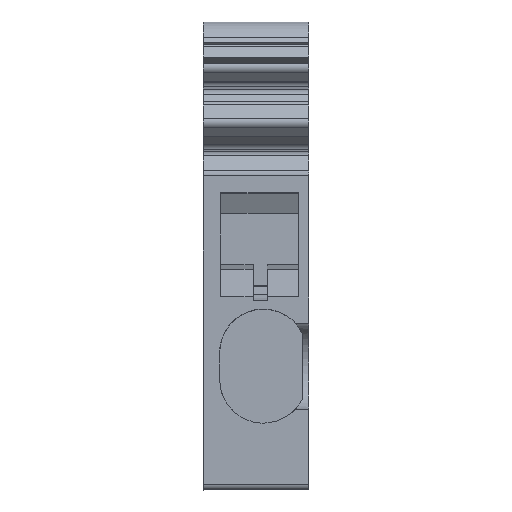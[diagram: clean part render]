
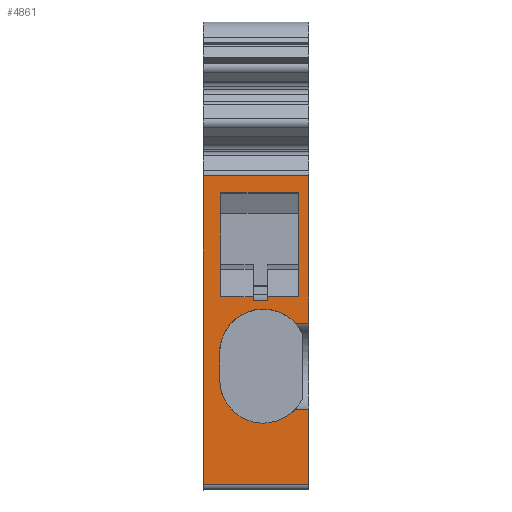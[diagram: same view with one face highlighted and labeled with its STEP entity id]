
A CAD part, top view. The second image highlights one B-rep face of the part: STEP entity #4861.
In plain terms, the highlighted planar face has unit normal (0, 0, 1).
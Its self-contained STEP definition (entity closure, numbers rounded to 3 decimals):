
#4684=AXIS2_PLACEMENT_3D('Plane Axis2P3D',#4681,#4682,#4683) ;
#923=CARTESIAN_POINT('Vertex',(5.1,15.116,42.)) ;
#926=CARTESIAN_POINT('Line Origine',(5.1,11.571,42.)) ;
#930=CARTESIAN_POINT('Vertex',(5.1,8.025,42.)) ;
#951=CARTESIAN_POINT('Vertex',(5.1,3.875,42.)) ;
#954=CARTESIAN_POINT('Line Origine',(5.1,2.063,42.)) ;
#958=CARTESIAN_POINT('Vertex',(5.1,0.25,42.)) ;
#4665=CARTESIAN_POINT('Vertex',(0.,15.116,42.)) ;
#4668=CARTESIAN_POINT('Line Origine',(5.1,15.116,42.)) ;
#4681=CARTESIAN_POINT('Axis2P3D Location',(5.1,15.116,42.)) ;
#4686=CARTESIAN_POINT('Line Origine',(4.771,3.875,42.)) ;
#4690=CARTESIAN_POINT('Vertex',(4.443,3.875,42.)) ;
#4694=CARTESIAN_POINT('Control Point',(2.9,3.2,42.)) ;
#4695=CARTESIAN_POINT('Control Point',(3.108,3.2,42.)) ;
#4696=CARTESIAN_POINT('Control Point',(3.316,3.226,42.)) ;
#4697=CARTESIAN_POINT('Control Point',(3.519,3.277,42.)) ;
#4698=CARTESIAN_POINT('Control Point',(3.845,3.404,42.)) ;
#4699=CARTESIAN_POINT('Control Point',(4.136,3.594,42.)) ;
#4700=CARTESIAN_POINT('Control Point',(4.246,3.679,42.)) ;
#4701=CARTESIAN_POINT('Control Point',(4.348,3.773,42.)) ;
#4702=CARTESIAN_POINT('Control Point',(4.443,3.875,42.)) ;
#4703=CARTESIAN_POINT('Vertex',(2.9,3.2,42.)) ;
#4707=CARTESIAN_POINT('Control Point',(0.8,5.3,42.)) ;
#4708=CARTESIAN_POINT('Control Point',(0.8,5.087,42.)) ;
#4709=CARTESIAN_POINT('Control Point',(0.827,4.874,42.)) ;
#4710=CARTESIAN_POINT('Control Point',(0.881,4.666,42.)) ;
#4711=CARTESIAN_POINT('Control Point',(1.041,4.267,42.)) ;
#4712=CARTESIAN_POINT('Control Point',(1.295,3.921,42.)) ;
#4713=CARTESIAN_POINT('Control Point',(1.443,3.765,42.)) ;
#4714=CARTESIAN_POINT('Control Point',(1.776,3.494,42.)) ;
#4715=CARTESIAN_POINT('Control Point',(2.166,3.315,42.)) ;
#4716=CARTESIAN_POINT('Control Point',(2.372,3.251,42.)) ;
#4717=CARTESIAN_POINT('Control Point',(2.604,3.209,42.)) ;
#4718=CARTESIAN_POINT('Control Point',(2.838,3.201,42.)) ;
#4719=CARTESIAN_POINT('Control Point',(2.858,3.2,42.)) ;
#4720=CARTESIAN_POINT('Control Point',(2.879,3.2,42.)) ;
#4721=CARTESIAN_POINT('Control Point',(2.9,3.2,42.)) ;
#4722=CARTESIAN_POINT('Vertex',(0.8,5.3,42.)) ;
#4725=CARTESIAN_POINT('Line Origine',(0.8,5.95,42.)) ;
#4729=CARTESIAN_POINT('Vertex',(0.8,6.6,42.)) ;
#4733=CARTESIAN_POINT('Control Point',(2.9,8.7,42.)) ;
#4734=CARTESIAN_POINT('Control Point',(2.687,8.7,42.)) ;
#4735=CARTESIAN_POINT('Control Point',(2.474,8.673,42.)) ;
#4736=CARTESIAN_POINT('Control Point',(2.266,8.619,42.)) ;
#4737=CARTESIAN_POINT('Control Point',(1.867,8.459,42.)) ;
#4738=CARTESIAN_POINT('Control Point',(1.521,8.205,42.)) ;
#4739=CARTESIAN_POINT('Control Point',(1.365,8.057,42.)) ;
#4740=CARTESIAN_POINT('Control Point',(1.094,7.724,42.)) ;
#4741=CARTESIAN_POINT('Control Point',(0.915,7.334,42.)) ;
#4742=CARTESIAN_POINT('Control Point',(0.851,7.128,42.)) ;
#4743=CARTESIAN_POINT('Control Point',(0.809,6.896,42.)) ;
#4744=CARTESIAN_POINT('Control Point',(0.801,6.662,42.)) ;
#4745=CARTESIAN_POINT('Control Point',(0.8,6.642,42.)) ;
#4746=CARTESIAN_POINT('Control Point',(0.8,6.621,42.)) ;
#4747=CARTESIAN_POINT('Control Point',(0.8,6.6,42.)) ;
#4748=CARTESIAN_POINT('Vertex',(2.9,8.7,42.)) ;
#4752=CARTESIAN_POINT('Control Point',(4.443,8.025,42.)) ;
#4753=CARTESIAN_POINT('Control Point',(4.301,8.178,42.)) ;
#4754=CARTESIAN_POINT('Control Point',(4.141,8.313,42.)) ;
#4755=CARTESIAN_POINT('Control Point',(3.965,8.428,42.)) ;
#4756=CARTESIAN_POINT('Control Point',(3.652,8.58,42.)) ;
#4757=CARTESIAN_POINT('Control Point',(3.315,8.666,42.)) ;
#4758=CARTESIAN_POINT('Control Point',(3.177,8.689,42.)) ;
#4759=CARTESIAN_POINT('Control Point',(3.039,8.7,42.)) ;
#4760=CARTESIAN_POINT('Control Point',(2.9,8.7,42.)) ;
#4761=CARTESIAN_POINT('Vertex',(4.443,8.025,42.)) ;
#4764=CARTESIAN_POINT('Line Origine',(4.771,8.025,42.)) ;
#4769=CARTESIAN_POINT('Line Origine',(0.,7.683,42.)) ;
#4773=CARTESIAN_POINT('Vertex',(0.,0.25,42.)) ;
#4776=CARTESIAN_POINT('Line Origine',(2.55,0.25,42.)) ;
#4795=CARTESIAN_POINT('Line Origine',(3.845,9.303,42.)) ;
#4799=CARTESIAN_POINT('Vertex',(3.09,9.303,42.)) ;
#4801=CARTESIAN_POINT('Vertex',(4.6,9.303,42.)) ;
#4804=CARTESIAN_POINT('Line Origine',(3.09,9.201,42.)) ;
#4808=CARTESIAN_POINT('Vertex',(3.09,9.1,42.)) ;
#4811=CARTESIAN_POINT('Line Origine',(2.75,9.1,42.)) ;
#4815=CARTESIAN_POINT('Vertex',(2.41,9.1,42.)) ;
#4818=CARTESIAN_POINT('Line Origine',(2.41,9.201,42.)) ;
#4822=CARTESIAN_POINT('Vertex',(2.41,9.303,42.)) ;
#4825=CARTESIAN_POINT('Line Origine',(1.63,9.303,42.)) ;
#4829=CARTESIAN_POINT('Vertex',(0.85,9.303,42.)) ;
#4832=CARTESIAN_POINT('Line Origine',(0.85,11.805,42.)) ;
#4836=CARTESIAN_POINT('Vertex',(0.85,14.308,42.)) ;
#4839=CARTESIAN_POINT('Line Origine',(2.725,14.308,42.)) ;
#4843=CARTESIAN_POINT('Vertex',(4.6,14.308,42.)) ;
#4846=CARTESIAN_POINT('Line Origine',(4.6,11.805,42.)) ;
#927=DIRECTION('Vector Direction',(0.,-1.,0.)) ;
#955=DIRECTION('Vector Direction',(0.,-1.,0.)) ;
#4669=DIRECTION('Vector Direction',(1.,0.,0.)) ;
#4682=DIRECTION('Axis2P3D Direction',(0.,0.,-1.)) ;
#4683=DIRECTION('Axis2P3D XDirection',(0.,1.,0.)) ;
#4687=DIRECTION('Vector Direction',(1.,0.,0.)) ;
#4726=DIRECTION('Vector Direction',(0.,-1.,0.)) ;
#4765=DIRECTION('Vector Direction',(-1.,0.,0.)) ;
#4770=DIRECTION('Vector Direction',(0.,-1.,0.)) ;
#4777=DIRECTION('Vector Direction',(-1.,0.,0.)) ;
#4796=DIRECTION('Vector Direction',(1.,0.,0.)) ;
#4805=DIRECTION('Vector Direction',(0.,-1.,0.)) ;
#4812=DIRECTION('Vector Direction',(1.,0.,0.)) ;
#4819=DIRECTION('Vector Direction',(0.,-1.,0.)) ;
#4826=DIRECTION('Vector Direction',(1.,0.,0.)) ;
#4833=DIRECTION('Vector Direction',(0.,-1.,0.)) ;
#4840=DIRECTION('Vector Direction',(-1.,0.,0.)) ;
#4847=DIRECTION('Vector Direction',(0.,-1.,0.)) ;
#928=VECTOR('Line Direction',#927,1.) ;
#956=VECTOR('Line Direction',#955,1.) ;
#4670=VECTOR('Line Direction',#4669,1.) ;
#4688=VECTOR('Line Direction',#4687,1.) ;
#4727=VECTOR('Line Direction',#4726,1.) ;
#4766=VECTOR('Line Direction',#4765,1.) ;
#4771=VECTOR('Line Direction',#4770,1.) ;
#4778=VECTOR('Line Direction',#4777,1.) ;
#4797=VECTOR('Line Direction',#4796,1.) ;
#4806=VECTOR('Line Direction',#4805,1.) ;
#4813=VECTOR('Line Direction',#4812,1.) ;
#4820=VECTOR('Line Direction',#4819,1.) ;
#4827=VECTOR('Line Direction',#4826,1.) ;
#4834=VECTOR('Line Direction',#4833,1.) ;
#4841=VECTOR('Line Direction',#4840,1.) ;
#4848=VECTOR('Line Direction',#4847,1.) ;
#4782=ORIENTED_EDGE('',*,*,#4692,.F.) ;
#4783=ORIENTED_EDGE('',*,*,#4705,.F.) ;
#4784=ORIENTED_EDGE('',*,*,#4724,.F.) ;
#4785=ORIENTED_EDGE('',*,*,#4731,.F.) ;
#4786=ORIENTED_EDGE('',*,*,#4750,.F.) ;
#4787=ORIENTED_EDGE('',*,*,#4763,.F.) ;
#4788=ORIENTED_EDGE('',*,*,#4768,.F.) ;
#4789=ORIENTED_EDGE('',*,*,#932,.F.) ;
#4790=ORIENTED_EDGE('',*,*,#4672,.T.) ;
#4791=ORIENTED_EDGE('',*,*,#4775,.T.) ;
#4792=ORIENTED_EDGE('',*,*,#4780,.F.) ;
#4793=ORIENTED_EDGE('',*,*,#960,.F.) ;
#4852=ORIENTED_EDGE('',*,*,#4803,.F.) ;
#4853=ORIENTED_EDGE('',*,*,#4810,.T.) ;
#4854=ORIENTED_EDGE('',*,*,#4817,.F.) ;
#4855=ORIENTED_EDGE('',*,*,#4824,.F.) ;
#4856=ORIENTED_EDGE('',*,*,#4831,.F.) ;
#4857=ORIENTED_EDGE('',*,*,#4838,.F.) ;
#4858=ORIENTED_EDGE('',*,*,#4845,.F.) ;
#4859=ORIENTED_EDGE('',*,*,#4850,.T.) ;
#4860=FACE_BOUND('',#4851,.T.) ;
#4861=ADVANCED_FACE('V1',(#4794,#4860),#4685,.F.) ;
#4693=B_SPLINE_CURVE_WITH_KNOTS('',5,(#4694,#4695,#4696,#4697,#4698,#4699,#4700,#4701,#4702),.UNSPECIFIED.,.F.,.U.,(6,3,6),(0.,1.473,2.455),.UNSPECIFIED.) ;
#4706=B_SPLINE_CURVE_WITH_KNOTS('',5,(#4707,#4708,#4709,#4710,#4711,#4712,#4713,#4714,#4715,#4716,#4717,#4718,#4719,#4720,#4721),.UNSPECIFIED.,.F.,.U.,(6,3,3,3,6),(0.,1.51,3.02,4.53,4.677),.UNSPECIFIED.) ;
#4732=B_SPLINE_CURVE_WITH_KNOTS('',5,(#4733,#4734,#4735,#4736,#4737,#4738,#4739,#4740,#4741,#4742,#4743,#4744,#4745,#4746,#4747),.UNSPECIFIED.,.F.,.U.,(6,3,3,3,6),(0.,1.51,3.02,4.53,4.677),.UNSPECIFIED.) ;
#4751=B_SPLINE_CURVE_WITH_KNOTS('',5,(#4752,#4753,#4754,#4755,#4756,#4757,#4758,#4759,#4760),.UNSPECIFIED.,.F.,.U.,(6,3,6),(0.,1.473,2.455),.UNSPECIFIED.) ;
#932=EDGE_CURVE('',#924,#931,#929,.T.) ;
#960=EDGE_CURVE('',#952,#959,#957,.T.) ;
#4672=EDGE_CURVE('',#924,#4666,#4671,.F.) ;
#4692=EDGE_CURVE('',#4691,#952,#4689,.T.) ;
#4705=EDGE_CURVE('',#4704,#4691,#4693,.T.) ;
#4724=EDGE_CURVE('',#4723,#4704,#4706,.T.) ;
#4731=EDGE_CURVE('',#4730,#4723,#4728,.T.) ;
#4750=EDGE_CURVE('',#4749,#4730,#4732,.T.) ;
#4763=EDGE_CURVE('',#4762,#4749,#4751,.T.) ;
#4768=EDGE_CURVE('',#931,#4762,#4767,.T.) ;
#4775=EDGE_CURVE('',#4666,#4774,#4772,.T.) ;
#4780=EDGE_CURVE('',#959,#4774,#4779,.T.) ;
#4803=EDGE_CURVE('',#4800,#4802,#4798,.T.) ;
#4810=EDGE_CURVE('',#4800,#4809,#4807,.T.) ;
#4817=EDGE_CURVE('',#4816,#4809,#4814,.T.) ;
#4824=EDGE_CURVE('',#4823,#4816,#4821,.T.) ;
#4831=EDGE_CURVE('',#4830,#4823,#4828,.T.) ;
#4838=EDGE_CURVE('',#4837,#4830,#4835,.T.) ;
#4845=EDGE_CURVE('',#4844,#4837,#4842,.T.) ;
#4850=EDGE_CURVE('',#4844,#4802,#4849,.T.) ;
#4781=EDGE_LOOP('',(#4782,#4783,#4784,#4785,#4786,#4787,#4788,#4789,#4790,#4791,#4792,#4793)) ;
#4851=EDGE_LOOP('',(#4852,#4853,#4854,#4855,#4856,#4857,#4858,#4859)) ;
#4794=FACE_OUTER_BOUND('',#4781,.T.) ;
#929=LINE('Line',#926,#928) ;
#957=LINE('Line',#954,#956) ;
#4671=LINE('Line',#4668,#4670) ;
#4689=LINE('Line',#4686,#4688) ;
#4728=LINE('Line',#4725,#4727) ;
#4767=LINE('Line',#4764,#4766) ;
#4772=LINE('Line',#4769,#4771) ;
#4779=LINE('Line',#4776,#4778) ;
#4798=LINE('Line',#4795,#4797) ;
#4807=LINE('Line',#4804,#4806) ;
#4814=LINE('Line',#4811,#4813) ;
#4821=LINE('Line',#4818,#4820) ;
#4828=LINE('Line',#4825,#4827) ;
#4835=LINE('Line',#4832,#4834) ;
#4842=LINE('Line',#4839,#4841) ;
#4849=LINE('Line',#4846,#4848) ;
#4685=PLANE('',#4684) ;
#924=VERTEX_POINT('',#923) ;
#931=VERTEX_POINT('',#930) ;
#952=VERTEX_POINT('',#951) ;
#959=VERTEX_POINT('',#958) ;
#4666=VERTEX_POINT('',#4665) ;
#4691=VERTEX_POINT('',#4690) ;
#4704=VERTEX_POINT('',#4703) ;
#4723=VERTEX_POINT('',#4722) ;
#4730=VERTEX_POINT('',#4729) ;
#4749=VERTEX_POINT('',#4748) ;
#4762=VERTEX_POINT('',#4761) ;
#4774=VERTEX_POINT('',#4773) ;
#4800=VERTEX_POINT('',#4799) ;
#4802=VERTEX_POINT('',#4801) ;
#4809=VERTEX_POINT('',#4808) ;
#4816=VERTEX_POINT('',#4815) ;
#4823=VERTEX_POINT('',#4822) ;
#4830=VERTEX_POINT('',#4829) ;
#4837=VERTEX_POINT('',#4836) ;
#4844=VERTEX_POINT('',#4843) ;
